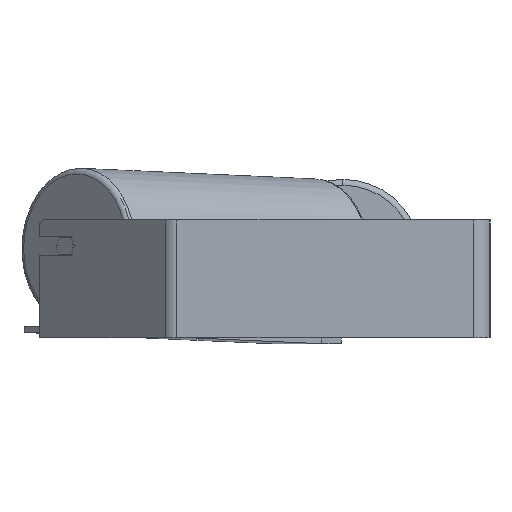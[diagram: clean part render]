
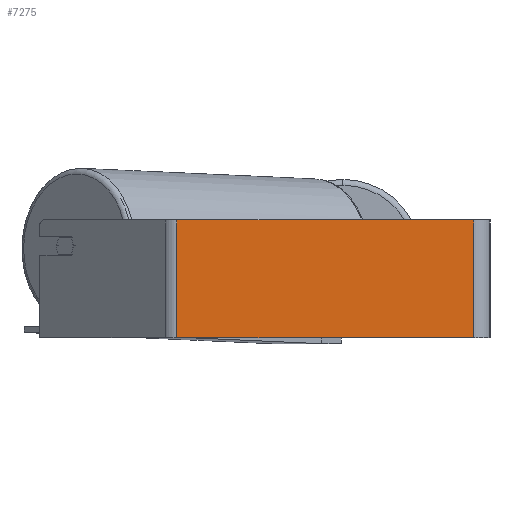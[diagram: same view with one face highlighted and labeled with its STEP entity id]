
A CAD part, left-side view. The second image highlights one B-rep face of the part: STEP entity #7275.
In plain terms, the highlighted planar face has unit normal (-1, 0, 0).
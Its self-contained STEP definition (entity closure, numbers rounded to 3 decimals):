
#170 = LINE ( 'NONE', #1630, #1116 ) ;
#536 = FACE_OUTER_BOUND ( 'NONE', #1737, .T. ) ;
#543 = ORIENTED_EDGE ( 'NONE', *, *, #7443, .T. ) ;
#630 = DIRECTION ( 'NONE',  ( 0., 0., -1. ) ) ;
#1088 = CARTESIAN_POINT ( 'NONE',  ( -500., 14., 50. ) ) ;
#1116 = VECTOR ( 'NONE', #3035, 1000. ) ;
#1131 = VERTEX_POINT ( 'NONE', #4239 ) ;
#1140 = LINE ( 'NONE', #3931, #7176 ) ;
#1150 = ORIENTED_EDGE ( 'NONE', *, *, #6335, .F. ) ;
#1630 = CARTESIAN_POINT ( 'NONE',  ( -500., 14., 50. ) ) ;
#1721 = VERTEX_POINT ( 'NONE', #1088 ) ;
#1737 = EDGE_LOOP ( 'NONE', ( #543, #3940, #1150, #4013 ) ) ;
#2129 = DIRECTION ( 'NONE',  ( 0., -1., 0. ) ) ;
#2510 = DIRECTION ( 'NONE',  ( 0., -1., 0. ) ) ;
#2737 = AXIS2_PLACEMENT_3D ( 'NONE', #3970, #6905, #630 ) ;
#3035 = DIRECTION ( 'NONE',  ( 0., 0., -1. ) ) ;
#3892 = VECTOR ( 'NONE', #2510, 1000. ) ;
#3931 = CARTESIAN_POINT ( 'NONE',  ( -500., 266.164, 50. ) ) ;
#3940 = ORIENTED_EDGE ( 'NONE', *, *, #4529, .F. ) ;
#3970 = CARTESIAN_POINT ( 'NONE',  ( -500., 271.963, 50. ) ) ;
#4013 = ORIENTED_EDGE ( 'NONE', *, *, #8534, .T. ) ;
#4239 = CARTESIAN_POINT ( 'NONE',  ( -500., 266.164, -50. ) ) ;
#4529 = EDGE_CURVE ( 'NONE', #1721, #5076, #170, .T. ) ;
#5076 = VERTEX_POINT ( 'NONE', #8029 ) ;
#5354 = DIRECTION ( 'NONE',  ( 0., 0., -1. ) ) ;
#5378 = CARTESIAN_POINT ( 'NONE',  ( -500., 271.963, 50. ) ) ;
#5391 = VERTEX_POINT ( 'NONE', #8572 ) ;
#5658 = LINE ( 'NONE', #7135, #9045 ) ;
#6335 = EDGE_CURVE ( 'NONE', #5391, #1721, #8170, .T. ) ;
#6859 = PLANE ( 'NONE',  #2737 ) ;
#6905 = DIRECTION ( 'NONE',  ( 1., 0., 0. ) ) ;
#7135 = CARTESIAN_POINT ( 'NONE',  ( -500., 271.963, -50. ) ) ;
#7176 = VECTOR ( 'NONE', #5354, 1000. ) ;
#7275 = ADVANCED_FACE ( 'NONE', ( #536 ), #6859, .F. ) ;
#7443 = EDGE_CURVE ( 'NONE', #1131, #5076, #5658, .T. ) ;
#8029 = CARTESIAN_POINT ( 'NONE',  ( -500., 14., -50. ) ) ;
#8170 = LINE ( 'NONE', #5378, #3892 ) ;
#8534 = EDGE_CURVE ( 'NONE', #5391, #1131, #1140, .T. ) ;
#8572 = CARTESIAN_POINT ( 'NONE',  ( -500., 266.164, 50. ) ) ;
#9045 = VECTOR ( 'NONE', #2129, 1000. ) ;
